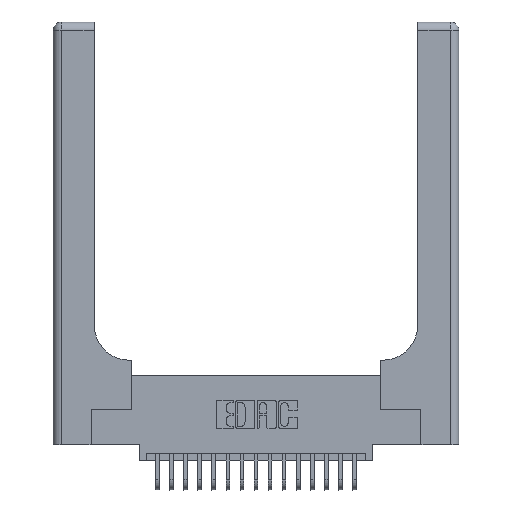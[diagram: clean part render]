
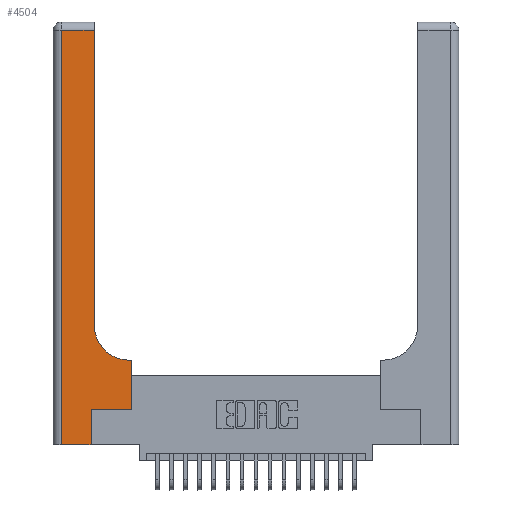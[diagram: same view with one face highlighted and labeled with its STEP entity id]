
A CAD part, top view. The second image highlights one B-rep face of the part: STEP entity #4504.
In plain terms, the highlighted planar face has unit normal (0, 0, 1).
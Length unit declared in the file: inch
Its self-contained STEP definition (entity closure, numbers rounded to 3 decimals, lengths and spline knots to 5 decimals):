
#554 = EDGE_CURVE ( 'NONE', #7847, #18948, #10507, .T. ) ;
#643 = AXIS2_PLACEMENT_3D ( 'NONE', #8106, #20067, #9881 ) ;
#1165 = CARTESIAN_POINT ( 'NONE',  ( 0.06, 2.94, 0.37 ) ) ;
#1686 = CARTESIAN_POINT ( 'NONE',  ( 0.2915, 2.94, 0.37 ) ) ;
#1847 = VERTEX_POINT ( 'NONE', #5007 ) ;
#2710 = ORIENTED_EDGE ( 'NONE', *, *, #11151, .T. ) ;
#3181 = VERTEX_POINT ( 'NONE', #4981 ) ;
#3592 = ORIENTED_EDGE ( 'NONE', *, *, #13252, .T. ) ;
#4504 = ADVANCED_FACE ( 'NONE', ( #15826 ), #15454, .F. ) ;
#4726 = CARTESIAN_POINT ( 'NONE',  ( 0., 0., 0.37 ) ) ;
#4981 = CARTESIAN_POINT ( 'NONE',  ( 0.269, 0., 0.37 ) ) ;
#5007 = CARTESIAN_POINT ( 'NONE',  ( 0.06, 0., 0.37 ) ) ;
#5031 = ORIENTED_EDGE ( 'NONE', *, *, #12699, .T. ) ;
#5251 = CARTESIAN_POINT ( 'NONE',  ( 0.06, 3., 0.37 ) ) ;
#5583 = VERTEX_POINT ( 'NONE', #18034 ) ;
#5831 = VECTOR ( 'NONE', #10031, 39.37008 ) ;
#5841 = ORIENTED_EDGE ( 'NONE', *, *, #18742, .T. ) ;
#6569 = EDGE_CURVE ( 'NONE', #18948, #10602, #16804, .T. ) ;
#6818 = LINE ( 'NONE', #18620, #19955 ) ;
#6847 = DIRECTION ( 'NONE',  ( -1., 0., 0. ) ) ;
#7287 = CARTESIAN_POINT ( 'NONE',  ( 0., 2.94, 0.37 ) ) ;
#7458 = CARTESIAN_POINT ( 'NONE',  ( 0.269, 0., 0.37 ) ) ;
#7847 = VERTEX_POINT ( 'NONE', #15773 ) ;
#8106 = CARTESIAN_POINT ( 'NONE',  ( 0.5415, 0.85, 0.37 ) ) ;
#8215 = VECTOR ( 'NONE', #22149, 39.37008 ) ;
#8959 = CARTESIAN_POINT ( 'NONE',  ( 0.5585, 0.6, 0.37 ) ) ;
#8978 = LINE ( 'NONE', #7458, #22038 ) ;
#9137 = CARTESIAN_POINT ( 'NONE',  ( 0.269, 0.25, 0.37 ) ) ;
#9406 = VECTOR ( 'NONE', #19021, 39.37008 ) ;
#9881 = DIRECTION ( 'NONE',  ( 1., 0., 0. ) ) ;
#9957 = DIRECTION ( 'NONE',  ( 1., 0., 0. ) ) ;
#10031 = DIRECTION ( 'NONE',  ( 1., 0., 0. ) ) ;
#10083 = ORIENTED_EDGE ( 'NONE', *, *, #13470, .T. ) ;
#10267 = CARTESIAN_POINT ( 'NONE',  ( 0.5585, 0.25, 0.37 ) ) ;
#10343 = CIRCLE ( 'NONE', #643, 0.25 ) ;
#10410 = VERTEX_POINT ( 'NONE', #18160 ) ;
#10507 = LINE ( 'NONE', #9137, #5831 ) ;
#10602 = VERTEX_POINT ( 'NONE', #8959 ) ;
#11151 = EDGE_CURVE ( 'NONE', #20206, #1847, #13980, .T. ) ;
#11562 = VERTEX_POINT ( 'NONE', #1686 ) ;
#11747 = VECTOR ( 'NONE', #14270, 39.37008 ) ;
#11827 = VECTOR ( 'NONE', #9957, 39.37008 ) ;
#11923 = DIRECTION ( 'NONE',  ( -1., 0., 0. ) ) ;
#12699 = EDGE_CURVE ( 'NONE', #10602, #5583, #22102, .T. ) ;
#13252 = EDGE_CURVE ( 'NONE', #10410, #11562, #6818, .T. ) ;
#13470 = EDGE_CURVE ( 'NONE', #11562, #20206, #16266, .T. ) ;
#13980 = LINE ( 'NONE', #5251, #9406 ) ;
#14186 = ORIENTED_EDGE ( 'NONE', *, *, #14764, .T. ) ;
#14270 = DIRECTION ( 'NONE',  ( -1., 0., 0. ) ) ;
#14764 = EDGE_CURVE ( 'NONE', #3181, #7847, #8978, .T. ) ;
#15238 = EDGE_LOOP ( 'NONE', ( #3592, #10083, #2710, #5841, #14186, #20048, #20251, #5031, #19902 ) ) ;
#15454 = PLANE ( 'NONE',  #15507 ) ;
#15507 = AXIS2_PLACEMENT_3D ( 'NONE', #17072, #17143, #6847 ) ;
#15773 = CARTESIAN_POINT ( 'NONE',  ( 0.269, 0.25, 0.37 ) ) ;
#15826 = FACE_OUTER_BOUND ( 'NONE', #15238, .T. ) ;
#16266 = LINE ( 'NONE', #7287, #11747 ) ;
#16804 = LINE ( 'NONE', #10267, #8215 ) ;
#16855 = LINE ( 'NONE', #4726, #11827 ) ;
#16950 = CARTESIAN_POINT ( 'NONE',  ( 0.2915, 0.6, 0.37 ) ) ;
#17072 = CARTESIAN_POINT ( 'NONE',  ( 0., 3., 0.37 ) ) ;
#17133 = DIRECTION ( 'NONE',  ( 0., 1., 0. ) ) ;
#17143 = DIRECTION ( 'NONE',  ( 0., 0., -1. ) ) ;
#18034 = CARTESIAN_POINT ( 'NONE',  ( 0.5415, 0.6, 0.37 ) ) ;
#18160 = CARTESIAN_POINT ( 'NONE',  ( 0.2915, 0.85, 0.37 ) ) ;
#18620 = CARTESIAN_POINT ( 'NONE',  ( 0.2915, 3., 0.37 ) ) ;
#18742 = EDGE_CURVE ( 'NONE', #1847, #3181, #16855, .T. ) ;
#18948 = VERTEX_POINT ( 'NONE', #21513 ) ;
#19021 = DIRECTION ( 'NONE',  ( 0., -1., 0. ) ) ;
#19902 = ORIENTED_EDGE ( 'NONE', *, *, #21392, .T. ) ;
#19955 = VECTOR ( 'NONE', #17133, 39.37008 ) ;
#20048 = ORIENTED_EDGE ( 'NONE', *, *, #554, .T. ) ;
#20067 = DIRECTION ( 'NONE',  ( 0., 0., -1. ) ) ;
#20206 = VERTEX_POINT ( 'NONE', #1165 ) ;
#20251 = ORIENTED_EDGE ( 'NONE', *, *, #6569, .T. ) ;
#21160 = DIRECTION ( 'NONE',  ( 0., 1., 0. ) ) ;
#21392 = EDGE_CURVE ( 'NONE', #5583, #10410, #10343, .T. ) ;
#21513 = CARTESIAN_POINT ( 'NONE',  ( 0.5585, 0.25, 0.37 ) ) ;
#21585 = VECTOR ( 'NONE', #11923, 39.37008 ) ;
#22038 = VECTOR ( 'NONE', #21160, 39.37008 ) ;
#22102 = LINE ( 'NONE', #16950, #21585 ) ;
#22149 = DIRECTION ( 'NONE',  ( 0., 1., 0. ) ) ;
